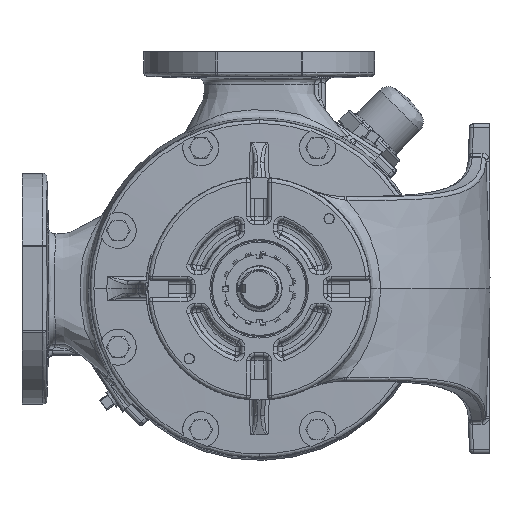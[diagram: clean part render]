
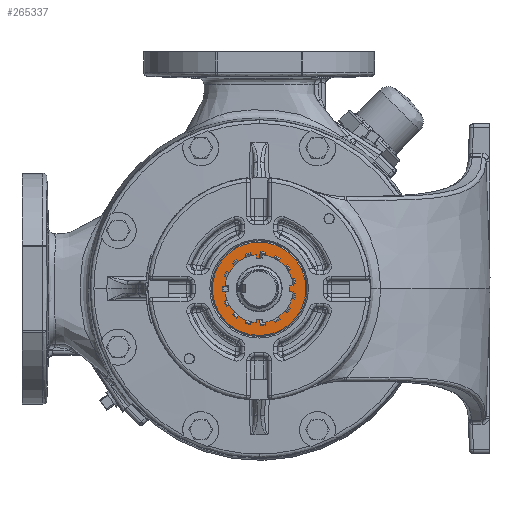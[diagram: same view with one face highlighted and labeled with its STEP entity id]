
A CAD part, left-side view. The second image highlights one B-rep face of the part: STEP entity #265337.
In plain terms, the highlighted planar face has unit normal (-1, 0, 0).
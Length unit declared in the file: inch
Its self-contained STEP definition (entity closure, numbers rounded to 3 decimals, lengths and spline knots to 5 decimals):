
#2228 = DIRECTION ( 'NONE',  ( 1., 0., 0. ) ) ;
#2546 = EDGE_CURVE ( 'NONE', #283257, #213731, #336993, .T. ) ;
#14130 = AXIS2_PLACEMENT_3D ( 'NONE', #161624, #2228, #188142 ) ;
#17845 = DIRECTION ( 'NONE',  ( -1., 0., 0. ) ) ;
#18149 = AXIS2_PLACEMENT_3D ( 'NONE', #69882, #69464, #69406 ) ;
#19279 = AXIS2_PLACEMENT_3D ( 'NONE', #293979, #293513, #293238 ) ;
#26487 = EDGE_CURVE ( 'NONE', #213731, #283257, #91590, .T. ) ;
#65501 = CIRCLE ( 'NONE', #148421, 0.855 ) ;
#69406 = DIRECTION ( 'NONE',  ( 0., 0., -1. ) ) ;
#69464 = DIRECTION ( 'NONE',  ( 1., 0., 0. ) ) ;
#69882 = CARTESIAN_POINT ( 'NONE',  ( -11.69299, 0., 0. ) ) ;
#74810 = VERTEX_POINT ( 'NONE', #181491 ) ;
#86305 = EDGE_CURVE ( 'NONE', #238912, #74810, #207576, .T. ) ;
#91590 = CIRCLE ( 'NONE', #18149, 1.415 ) ;
#101325 = CARTESIAN_POINT ( 'NONE',  ( -11.69299, 0., 1.415 ) ) ;
#101566 = DIRECTION ( 'NONE',  ( -1., 0., 0. ) ) ;
#105928 = ORIENTED_EDGE ( 'NONE', *, *, #26487, .F. ) ;
#108521 = ORIENTED_EDGE ( 'NONE', *, *, #2546, .F. ) ;
#117048 = ORIENTED_EDGE ( 'NONE', *, *, #217099, .F. ) ;
#118417 = ORIENTED_EDGE ( 'NONE', *, *, #86305, .F. ) ;
#130208 = CARTESIAN_POINT ( 'NONE',  ( -11.69299, 0., -0.855 ) ) ;
#148421 = AXIS2_PLACEMENT_3D ( 'NONE', #260205, #101566, #286929 ) ;
#161624 = CARTESIAN_POINT ( 'NONE',  ( -11.69299, 0.855, 0. ) ) ;
#177131 = CARTESIAN_POINT ( 'NONE',  ( -11.69299, 0., 0. ) ) ;
#181491 = CARTESIAN_POINT ( 'NONE',  ( -11.69299, 0., 0.855 ) ) ;
#184583 = AXIS2_PLACEMENT_3D ( 'NONE', #177131, #17845, #203737 ) ;
#188142 = DIRECTION ( 'NONE',  ( 0., 0., -1. ) ) ;
#203737 = DIRECTION ( 'NONE',  ( 0., 0., 1. ) ) ;
#207433 = EDGE_LOOP ( 'NONE', ( #117048, #118417 ) ) ;
#207576 = CIRCLE ( 'NONE', #184583, 0.855 ) ;
#213731 = VERTEX_POINT ( 'NONE', #263698 ) ;
#213737 = PLANE ( 'NONE',  #14130 ) ;
#217099 = EDGE_CURVE ( 'NONE', #74810, #238912, #65501, .T. ) ;
#217506 = FACE_OUTER_BOUND ( 'NONE', #321213, .T. ) ;
#238912 = VERTEX_POINT ( 'NONE', #130208 ) ;
#260205 = CARTESIAN_POINT ( 'NONE',  ( -11.69299, 0., 0. ) ) ;
#263698 = CARTESIAN_POINT ( 'NONE',  ( -11.69299, 0., -1.415 ) ) ;
#265337 = ADVANCED_FACE ( 'NONE', ( #217506, #279970 ), #213737, .F. ) ;
#279970 = FACE_BOUND ( 'NONE', #207433, .T. ) ;
#283257 = VERTEX_POINT ( 'NONE', #101325 ) ;
#286929 = DIRECTION ( 'NONE',  ( 0., 0., 1. ) ) ;
#293238 = DIRECTION ( 'NONE',  ( 0., 0., -1. ) ) ;
#293513 = DIRECTION ( 'NONE',  ( 1., 0., 0. ) ) ;
#293979 = CARTESIAN_POINT ( 'NONE',  ( -11.69299, 0., 0. ) ) ;
#321213 = EDGE_LOOP ( 'NONE', ( #105928, #108521 ) ) ;
#336993 = CIRCLE ( 'NONE', #19279, 1.415 ) ;
